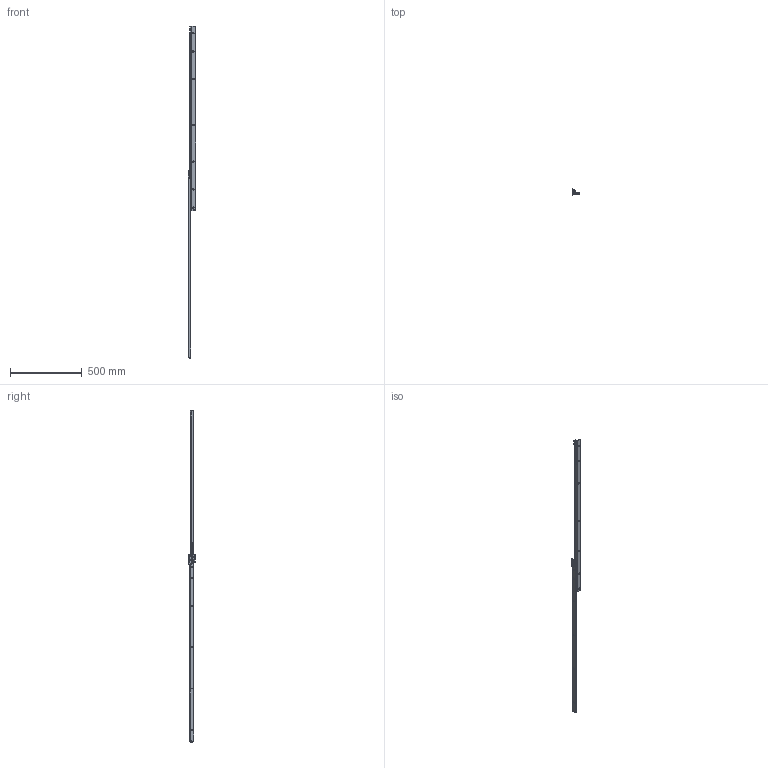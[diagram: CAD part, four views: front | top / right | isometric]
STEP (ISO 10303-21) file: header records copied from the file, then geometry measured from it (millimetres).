
FILE_DESCRIPTION (( 'STEP AP214' ), '1' );
FILE_NAME ('FR_216.1300mm_52inch_open_left.STEP', '2022-11-15T13:29:41', ( '' ), ( '' ), 'SwSTEP 2.0', 'SolidWorks 2020', '' );
FILE_SCHEMA (( 'AUTOMOTIVE_DESIGN' ));
Length unit declared in the file: millimetre
Products named in the file (6): 216.XXX-03.0000_NL 1300; 216.XXX-01.0000_NL 1300; FR_216.1300mm_52inch_open_left; AG-004
Assembly tree (5 placements, depth 3):
  FR_216.1300mm_52inch_open_left
    216.XXX-01.0000_NL 1300
      216.XXX-01.0000_NL 1300
      AG-004
    216.XXX-03.0000_NL 1300
      216.XXX-03.0000_NL 1300
Bounding box: 49.09 x 48 x 2313.76 mm (x, y, z)
Volume: 446777.5 mm3; surface area: 315598.1 mm2
Topology: 3 solids, 3 shells, 541 faces, 1350 edges, 801 vertices
Faces by surface type: cylinder 212, plane 151, bspline 80, torus 40, cone 34, sphere 24
Entity records: 17835 total; most frequent: CARTESIAN_POINT 5212, ORIENTED_EDGE 2668, DIRECTION 2628, EDGE_CURVE 1334, AXIS2_PLACEMENT_3D 1022, VERTEX_POINT 801, EDGE_LOOP 591, LINE 584
